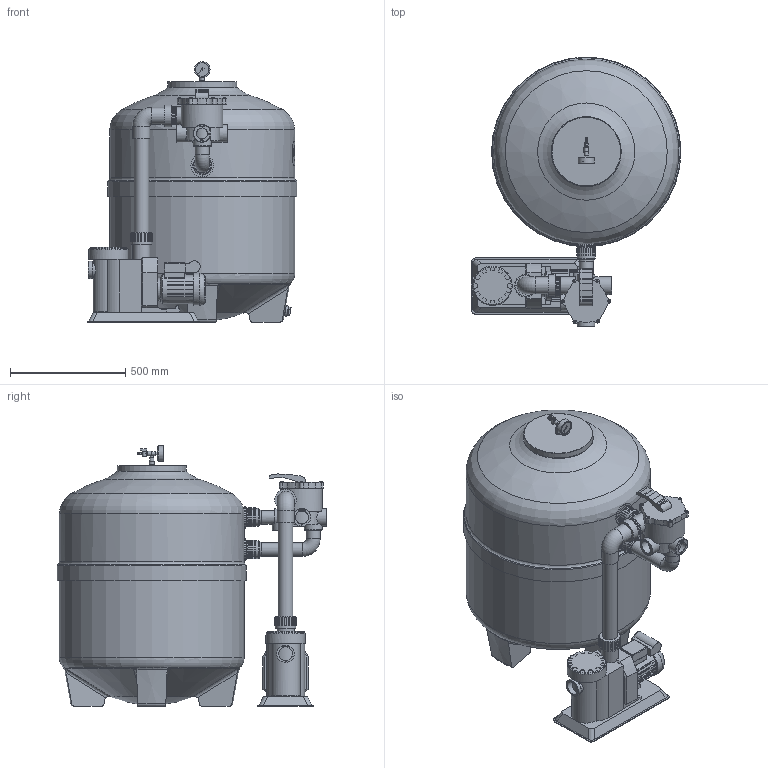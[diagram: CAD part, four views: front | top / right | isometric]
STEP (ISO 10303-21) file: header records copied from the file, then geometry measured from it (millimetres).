
FILE_DESCRIPTION(/* description */ (''),/* implementation_level */ '2;1');
FILE_NAME(/* name */ 'QSF800.stp',/* time_stamp */ '2017-07-12T09:00:46+02:00',/* author */ ('guzb562'),/* organization */ (''),/* preprocessor_version */ 'ST-DEVELOPER v16.1',/* originating_system */ 'Autodesk Inventor 2016',/* authorisation */ '');
FILE_SCHEMA (('AUTOMOTIVE_DESIGN { 1 0 10303 214 3 1 1 }'));
Length unit declared in the file: millimetre
Products named in the file (1): QSF800
Bounding box: 911.19 x 1171.9 x 1131.17 mm (x, y, z)
Volume: 472491219.8 mm3; surface area: 4485916.3 mm2
Topology: 26 solids, 31 shells, 2289 faces, 5951 edges, 3934 vertices
Faces by surface type: plane 1441, bspline 524, cylinder 218, cone 59, torus 47
Full cylindrical faces by diameter (mm): 5.852 x1, 8.994 x1, 9.87 x6, 11.856 x1, 12.644 x1, 13.95 x1, 16.5 x1, 17.011 x1, 18.952 x1, 19.391 x1, 19.938 x1, 20.668 x1, 27.558 x1, 46.8 x1, 47.4 x2, 52.215 x2, 56.66 x1, 58.756 x1, 59.942 x1, 60 x7, 63 x1, 63.266 x2, 68.252 x1, 69.652 x1, 71.152 x1, 72.784 x2, 73.68 x2, 74.089 x1, 75.824 x1, 76 x1
Entity records: 76695 total; most frequent: CARTESIAN_POINT 24463, ORIENTED_EDGE 11620, DIRECTION 8885, EDGE_CURVE 5785, VERTEX_POINT 3887, LINE 3647, VECTOR 3647, EDGE_LOOP 2646
